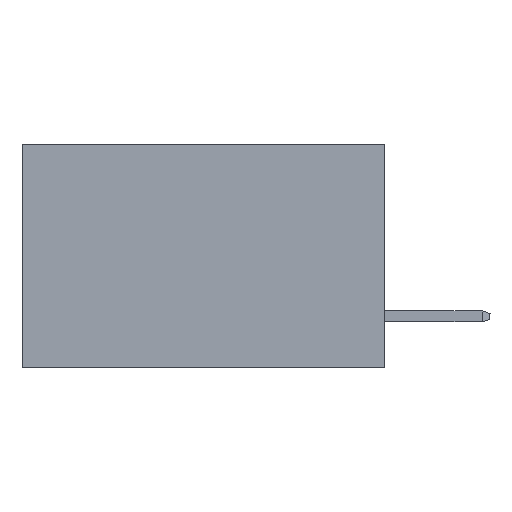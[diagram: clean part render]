
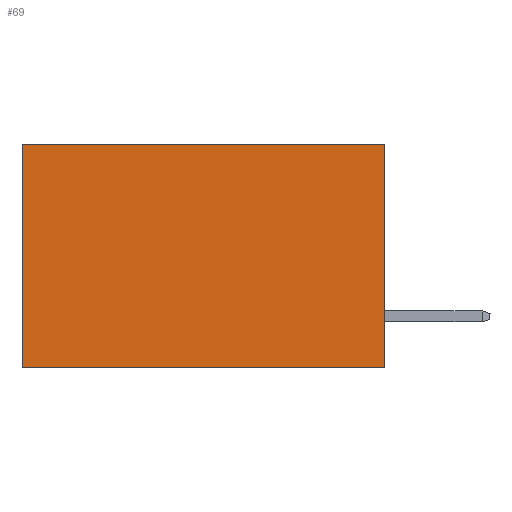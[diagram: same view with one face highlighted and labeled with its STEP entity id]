
A CAD part, left-side view. The second image highlights one B-rep face of the part: STEP entity #69.
In plain terms, the highlighted planar face has unit normal (-1, 0, 0).
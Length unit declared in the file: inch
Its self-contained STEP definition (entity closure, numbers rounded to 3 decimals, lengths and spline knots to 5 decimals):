
#12 = DIRECTION ( 'NONE',  ( 0., 0., -1. ) ) ;
#69 = ADVANCED_FACE ( 'NONE', ( #7793 ), #12500, .F. ) ;
#245 = DIRECTION ( 'NONE',  ( 0., 1., 0. ) ) ;
#1245 = EDGE_CURVE ( 'NONE', #12680, #9127, #6291, .T. ) ;
#1776 = CARTESIAN_POINT ( 'NONE',  ( 0.2615, 0., 0. ) ) ;
#1872 = VECTOR ( 'NONE', #6274, 39.37008 ) ;
#2916 = EDGE_CURVE ( 'NONE', #5656, #9127, #7895, .T. ) ;
#3380 = CARTESIAN_POINT ( 'NONE',  ( 0.2615, 0., -0.37 ) ) ;
#3445 = ORIENTED_EDGE ( 'NONE', *, *, #4153, .T. ) ;
#4153 = EDGE_CURVE ( 'NONE', #14152, #12680, #20162, .T. ) ;
#4557 = CARTESIAN_POINT ( 'NONE',  ( 0.2615, 0., -0.37 ) ) ;
#4721 = CARTESIAN_POINT ( 'NONE',  ( 0.2615, 0.6, 0. ) ) ;
#5656 = VERTEX_POINT ( 'NONE', #3380 ) ;
#6274 = DIRECTION ( 'NONE',  ( 0., 1., 0. ) ) ;
#6291 = LINE ( 'NONE', #17004, #13216 ) ;
#7485 = ORIENTED_EDGE ( 'NONE', *, *, #1245, .T. ) ;
#7701 = CARTESIAN_POINT ( 'NONE',  ( 0.2615, 0., -0.37 ) ) ;
#7793 = FACE_OUTER_BOUND ( 'NONE', #19975, .T. ) ;
#7895 = LINE ( 'NONE', #4557, #11643 ) ;
#8039 = CARTESIAN_POINT ( 'NONE',  ( 0.2615, 0., -0.37 ) ) ;
#9127 = VERTEX_POINT ( 'NONE', #17961 ) ;
#11643 = VECTOR ( 'NONE', #245, 39.37008 ) ;
#12500 = PLANE ( 'NONE',  #16009 ) ;
#12534 = DIRECTION ( 'NONE',  ( 0., 0., -1. ) ) ;
#12680 = VERTEX_POINT ( 'NONE', #4721 ) ;
#12737 = LINE ( 'NONE', #8039, #18682 ) ;
#13216 = VECTOR ( 'NONE', #12534, 39.37008 ) ;
#14021 = DIRECTION ( 'NONE',  ( 1., 0., 0. ) ) ;
#14152 = VERTEX_POINT ( 'NONE', #14337 ) ;
#14337 = CARTESIAN_POINT ( 'NONE',  ( 0.2615, 0., 0. ) ) ;
#14582 = DIRECTION ( 'NONE',  ( 0., 0., -1. ) ) ;
#16009 = AXIS2_PLACEMENT_3D ( 'NONE', #7701, #14021, #12 ) ;
#17004 = CARTESIAN_POINT ( 'NONE',  ( 0.2615, 0.6, -0.37 ) ) ;
#17176 = EDGE_CURVE ( 'NONE', #14152, #5656, #12737, .T. ) ;
#17961 = CARTESIAN_POINT ( 'NONE',  ( 0.2615, 0.6, -0.37 ) ) ;
#18682 = VECTOR ( 'NONE', #14582, 39.37008 ) ;
#18927 = ORIENTED_EDGE ( 'NONE', *, *, #2916, .F. ) ;
#19524 = ORIENTED_EDGE ( 'NONE', *, *, #17176, .F. ) ;
#19975 = EDGE_LOOP ( 'NONE', ( #7485, #18927, #19524, #3445 ) ) ;
#20162 = LINE ( 'NONE', #1776, #1872 ) ;
